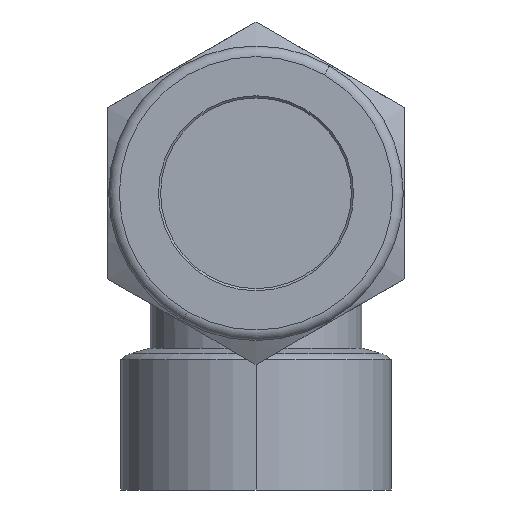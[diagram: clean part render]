
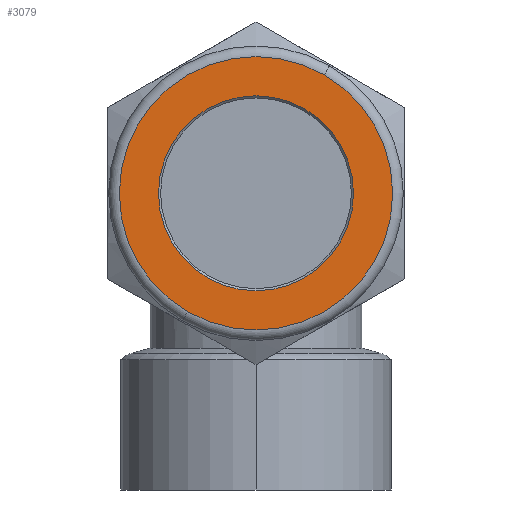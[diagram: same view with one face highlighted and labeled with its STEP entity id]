
A CAD part, left-side view. The second image highlights one B-rep face of the part: STEP entity #3079.
In plain terms, the highlighted planar face has unit normal (-1, 0, 0).
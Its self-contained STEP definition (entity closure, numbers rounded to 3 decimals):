
#133 = CARTESIAN_POINT ( 'NONE',  ( -42., 0., 0. ) ) ;
#134 = DIRECTION ( 'NONE',  ( -1., 0., 0. ) ) ;
#135 = DIRECTION ( 'NONE',  ( 0., -0.5, 0.866 ) ) ;
#138 = CARTESIAN_POINT ( 'NONE',  ( -42., 0., 0. ) ) ;
#139 = DIRECTION ( 'NONE',  ( 1., 0., 0. ) ) ;
#140 = DIRECTION ( 'NONE',  ( 0., 0.5, -0.866 ) ) ;
#383 = EDGE_CURVE ( 'NONE', #1072, #1073, #2055, .T. ) ;
#387 = EDGE_CURVE ( 'NONE', #1068, #1069, #2060, .T. ) ;
#1068 = VERTEX_POINT ( 'NONE', #2829 ) ;
#1069 = VERTEX_POINT ( 'NONE', #2830 ) ;
#1072 = VERTEX_POINT ( 'NONE', #2833 ) ;
#1073 = VERTEX_POINT ( 'NONE', #2834 ) ;
#1265 = ORIENTED_EDGE ( 'NONE', *, *, #387, .T. ) ;
#1266 = ORIENTED_EDGE ( 'NONE', *, *, #1338, .T. ) ;
#1267 = ORIENTED_EDGE ( 'NONE', *, *, #383, .T. ) ;
#1268 = ORIENTED_EDGE ( 'NONE', *, *, #1339, .T. ) ;
#1338 = EDGE_CURVE ( 'NONE', #1069, #1068, #2191, .T. ) ;
#1339 = EDGE_CURVE ( 'NONE', #1073, #1072, #2192, .T. ) ;
#1447 = AXIS2_PLACEMENT_3D ( 'NONE', #2910, #2911, #2912 ) ;
#1450 = AXIS2_PLACEMENT_3D ( 'NONE', #2920, #2921, #2922 ) ;
#1476 = AXIS2_PLACEMENT_3D ( 'NONE', #133, #134, #135 ) ;
#1477 = AXIS2_PLACEMENT_3D ( 'NONE', #138, #139, #140 ) ;
#1538 = FACE_OUTER_BOUND ( 'NONE', #2621, .T. ) ;
#1540 = FACE_BOUND ( 'NONE', #2625, .T. ) ;
#1651 = AXIS2_PLACEMENT_3D ( 'NONE', #1806, #1805, #1810 ) ;
#1805 = DIRECTION ( 'NONE',  ( -1., 0., 0. ) ) ;
#1806 = CARTESIAN_POINT ( 'NONE',  ( -42., 12.038, 6.95 ) ) ;
#1808 = PLANE ( 'NONE',  #1651 ) ;
#1810 = DIRECTION ( 'NONE',  ( 0., -0.5, 0.866 ) ) ;
#2055 = CIRCLE ( 'NONE', #1447, 9.2 ) ;
#2060 = CIRCLE ( 'NONE', #1450, 12.9 ) ;
#2191 = CIRCLE ( 'NONE', #1476, 12.9 ) ;
#2192 = CIRCLE ( 'NONE', #1477, 9.2 ) ;
#2621 = EDGE_LOOP ( 'NONE', ( #1265, #1266 ) ) ;
#2625 = EDGE_LOOP ( 'NONE', ( #1267, #1268 ) ) ;
#2829 = CARTESIAN_POINT ( 'NONE',  ( -42., -6.45, 11.172 ) ) ;
#2830 = CARTESIAN_POINT ( 'NONE',  ( -42., 6.45, -11.172 ) ) ;
#2833 = CARTESIAN_POINT ( 'NONE',  ( -42., -4.6, 7.967 ) ) ;
#2834 = CARTESIAN_POINT ( 'NONE',  ( -42., 4.6, -7.967 ) ) ;
#2910 = CARTESIAN_POINT ( 'NONE',  ( -42., 0., 0. ) ) ;
#2911 = DIRECTION ( 'NONE',  ( 1., 0., 0. ) ) ;
#2912 = DIRECTION ( 'NONE',  ( 0., 0.5, -0.866 ) ) ;
#2920 = CARTESIAN_POINT ( 'NONE',  ( -42., 0., 0. ) ) ;
#2921 = DIRECTION ( 'NONE',  ( -1., 0., 0. ) ) ;
#2922 = DIRECTION ( 'NONE',  ( 0., -0.5, 0.866 ) ) ;
#3079 = ADVANCED_FACE ( 'NONE', ( #1538, #1540 ), #1808, .T. ) ;
